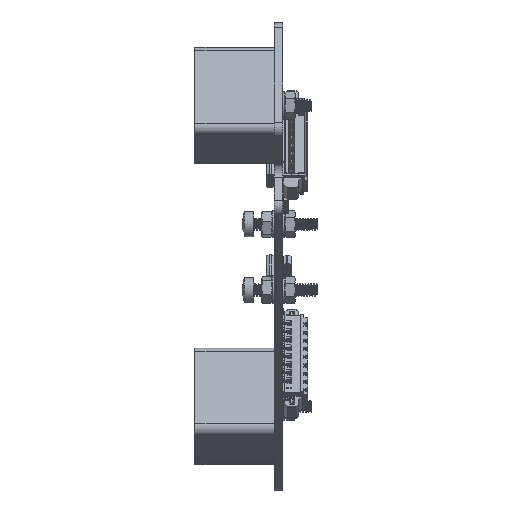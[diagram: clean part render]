
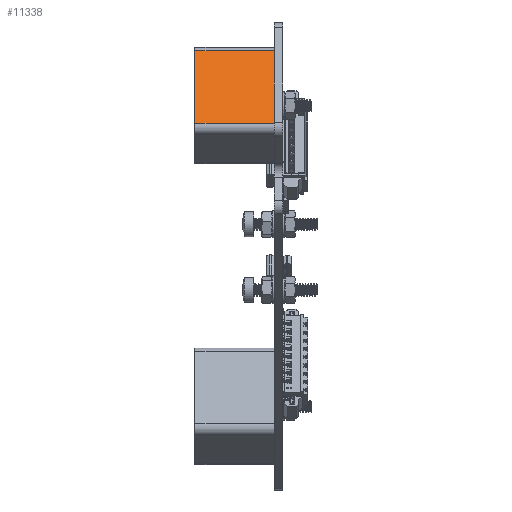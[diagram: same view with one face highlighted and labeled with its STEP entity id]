
A CAD part, left-side view. The second image highlights one B-rep face of the part: STEP entity #11338.
In plain terms, the highlighted face is planar.
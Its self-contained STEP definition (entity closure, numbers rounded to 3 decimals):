
#583=PLANE('',#12225);
#1084=FACE_OUTER_BOUND('',#1720,.T.);
#1720=EDGE_LOOP('',(#8415,#8416,#8417,#8418));
#2469=LINE('',#16517,#3776);
#2474=LINE('',#16529,#3781);
#2481=LINE('',#16554,#3788);
#2482=LINE('',#16556,#3789);
#3776=VECTOR('',#13514,10.);
#3781=VECTOR('',#13525,10.);
#3788=VECTOR('',#13550,10.);
#3789=VECTOR('',#13553,10.);
#5233=VERTEX_POINT('',#16514);
#5234=VERTEX_POINT('',#16516);
#5238=VERTEX_POINT('',#16528);
#5246=VERTEX_POINT('',#16550);
#6421=EDGE_CURVE('',#5233,#5234,#2469,.T.);
#6427=EDGE_CURVE('',#5238,#5234,#2474,.T.);
#6440=EDGE_CURVE('',#5238,#5246,#2481,.T.);
#6441=EDGE_CURVE('',#5246,#5233,#2482,.T.);
#8415=ORIENTED_EDGE('',*,*,#6421,.F.);
#8416=ORIENTED_EDGE('',*,*,#6441,.F.);
#8417=ORIENTED_EDGE('',*,*,#6440,.F.);
#8418=ORIENTED_EDGE('',*,*,#6427,.T.);
#11338=ADVANCED_FACE('',(#1084),#583,.T.);
#12225=AXIS2_PLACEMENT_3D('',#16555,#13551,#13552);
#13514=DIRECTION('',(0.,-1.,0.));
#13525=DIRECTION('',(-1.,0.,0.));
#13550=DIRECTION('',(0.,1.,0.));
#13551=DIRECTION('center_axis',(0.,0.,-1.));
#13552=DIRECTION('ref_axis',(-1.,0.,0.));
#13553=DIRECTION('',(-1.,0.,0.));
#16514=CARTESIAN_POINT('',(-12.,10.06,-8.5));
#16516=CARTESIAN_POINT('',(-12.,0.,-8.5));
#16517=CARTESIAN_POINT('',(-12.,0.,-8.5));
#16528=CARTESIAN_POINT('',(-1.,0.,-8.5));
#16529=CARTESIAN_POINT('',(0.,0.,-8.5));
#16550=CARTESIAN_POINT('',(-1.,10.06,-8.5));
#16554=CARTESIAN_POINT('',(-1.,0.,-8.5));
#16555=CARTESIAN_POINT('Origin',(0.,0.,-8.5));
#16556=CARTESIAN_POINT('',(0.,10.06,-8.5));
